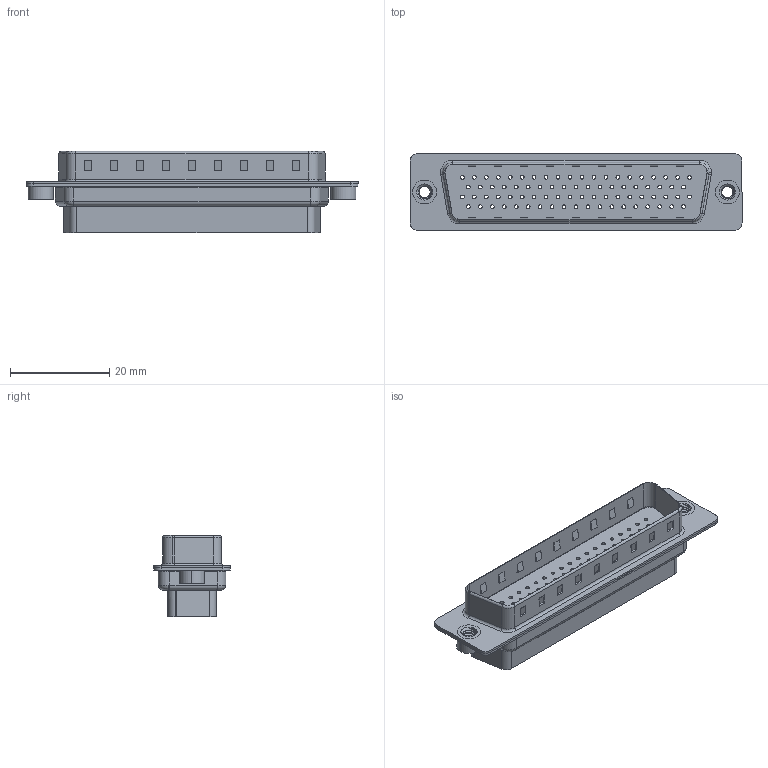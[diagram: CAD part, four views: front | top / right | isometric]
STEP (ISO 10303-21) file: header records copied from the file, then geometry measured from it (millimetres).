
FILE_DESCRIPTION (( 'STEP AP203' ), '1' );
FILE_NAME ('637-078-010-242.STEP', '2020-07-17T21:33:07', ( '' ), ( '' ), 'SwSTEP 2.0', 'SolidWorks 2020', '' );
FILE_SCHEMA (( 'CONFIG_CONTROL_DESIGN' ));
Length unit declared in the file: millimetre
Products named in the file (5): 637 Housing_78 Contacts HP; 637 Shell Front_78 Contacts; 637 Shell Rear_78 Contacts; 637-078-010-242; 637 4-40 Threaded Rivet
Assembly tree (5 placements, depth 2):
  637-078-010-242
    637 Housing_78 Contacts HP
    637 Shell Front_78 Contacts
    637 Shell Rear_78 Contacts
    637 4-40 Threaded Rivet  x2
Bounding box: 67 x 15.4 x 16.4 mm (x, y, z)
Volume: 4977.8 mm3; surface area: 10927.7 mm2
Topology: 5 solids, 5 shells, 1036 faces, 2461 edges, 1602 vertices
Faces by surface type: cylinder 609, plane 359, torus 50, cone 12, bspline 6
Entity records: 31740 total; most frequent: CARTESIAN_POINT 6473, DIRECTION 5582, ORIENTED_EDGE 4760, EDGE_CURVE 2380, AXIS2_PLACEMENT_3D 2241, VERTEX_POINT 1550, EDGE_LOOP 1374, CIRCLE 1233
